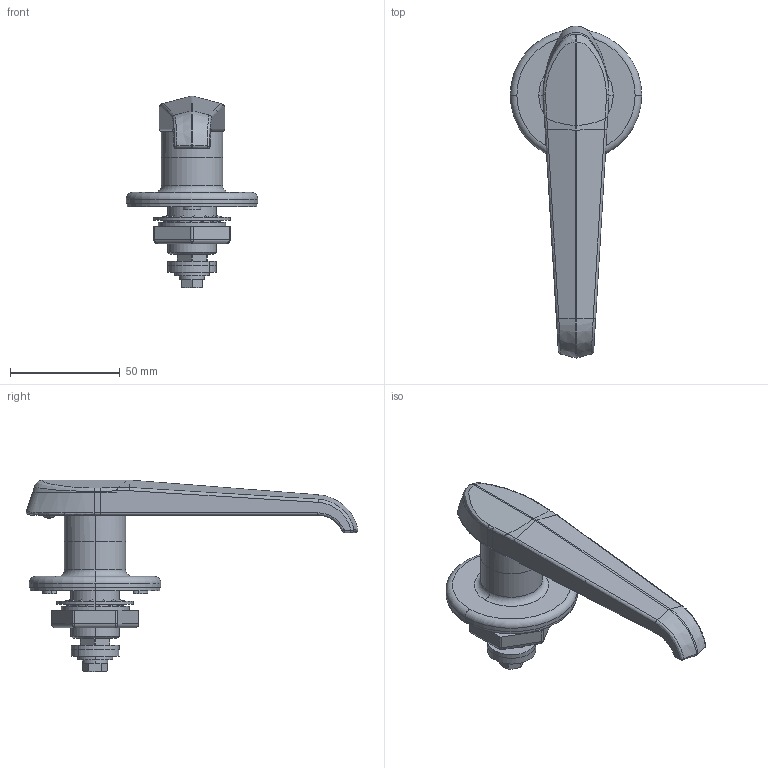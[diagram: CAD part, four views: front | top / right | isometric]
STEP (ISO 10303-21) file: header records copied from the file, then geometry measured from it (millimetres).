
FILE_DESCRIPTION (( 'STEP AP203' ), '1' );
FILE_NAME ('A-140-1-1-TAK60.STEP', '2022-01-13T06:29:17', ( '' ), ( '' ), 'SwSTEP 2.0', 'SolidWorks 2021', '' );
FILE_SCHEMA (( 'CONFIG_CONTROL_DESIGN' ));
Length unit declared in the file: millimetre
Products named in the file (16): A-140-1-1-TAK60; A-140-1_hex head bolt_ver1.06__M6x16十字穴付六角ボルト(鉄)SWシングルセムス(P2); A-140-1_square10 spacer__冇22亊仩10亊t3.2; A-140-1_lid__蓋(日乃本); A-140-1_cradle__Assy—p; A-140-1-1_rotor_ver1.02__TAK60-4-0; A-140-1_washer_ver1.03__M3平ワッシャー(SUS); A-140-1_body assy__TAK60; A-140-1_body__A-140-1-1; A-140-1-1_cross-recessed head machine screw_ver1.05__M3x5十字穴付なべ小ねじ(SUS); A-140-1_joint assy__TAK60; A-140-1_toothed lock washer type A_ver1.03__M22内歯形歯付座金(鉄); A-140-1_packing_; A-140-1_square10 spacer__冇22亊仩10亊t2.0; A-140-1_washer_ver1.03__M6平ワッシャー(鉄)φ16×t1.6特寸; A-140-1_hexagon nut_
Assembly tree (15 placements, depth 4):
  A-140-1-1-TAK60
    A-140-1_cradle__Assy—p
    A-140-1_body assy__TAK60
      A-140-1_body__A-140-1-1
      A-140-1_lid__蓋(日乃本)
      A-140-1_washer_ver1.03__M3平ワッシャー(SUS)
      A-140-1-1_cross-recessed head machine screw_ver1.05__M3x5十字穴付なべ小ねじ(SUS)
      A-140-1_joint assy__TAK60
        A-140-1-1_rotor_ver1.02__TAK60-4-0
    A-140-1_packing_
    A-140-1_toothed lock washer type A_ver1.03__M22内歯形歯付座金(鉄)
    A-140-1_square10 spacer__冇22亊仩10亊t3.2
    A-140-1_square10 spacer__冇22亊仩10亊t2.0
    A-140-1_hex head bolt_ver1.06__M6x16十字穴付六角ボルト(鉄)SWシングルセムス(P2)
    A-140-1_washer_ver1.03__M6平ワッシャー(鉄)φ16×t1.6特寸
    A-140-1_hexagon nut_
Bounding box: 60 x 151.51 x 87.6 mm (x, y, z)
Volume: 92288.8 mm3; surface area: 42678.5 mm2
Topology: 13 solids, 13 shells, 527 faces, 1324 edges, 838 vertices
Faces by surface type: plane 192, cylinder 148, bspline 137, cone 33, torus 14, sphere 3
Entity records: 21596 total; most frequent: CARTESIAN_POINT 8107, ORIENTED_EDGE 2622, DIRECTION 2178, EDGE_CURVE 1311, VERTEX_POINT 837, AXIS2_PLACEMENT_3D 766, LINE 646, VECTOR 646
